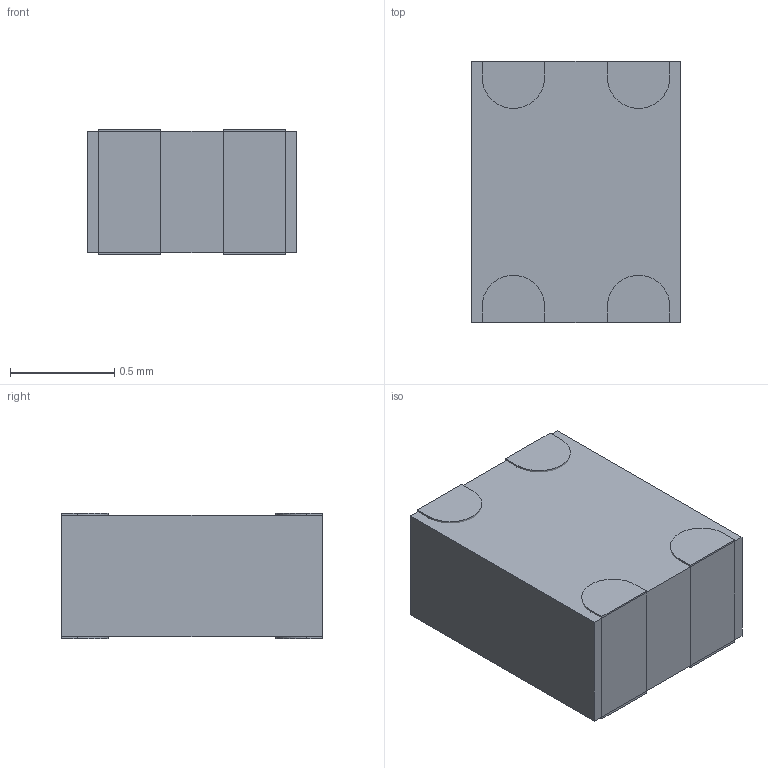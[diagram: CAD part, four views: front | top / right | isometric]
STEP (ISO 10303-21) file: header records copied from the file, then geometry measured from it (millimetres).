
FILE_DESCRIPTION(('FreeCAD Model'),'2;1');
FILE_NAME('1534890.5.1.stp','2022-10-24T22:50:30',( 'Author'),(''),'Open CASCADE STEP processor 6.9','FreeCAD','Unknown' );
FILE_SCHEMA(('AUTOMOTIVE_DESIGN { 1 0 10303 214 1 1 1 1 }'));
Length unit declared in the file: millimetre
Products named in the file (3): ASSEMBLY; Rect1; solidTerminal
Assembly tree (2 placements, depth 2):
  ASSEMBLY
    Rect1
    solidTerminal
Bounding box: 1 x 1.25 x 0.6 mm (x, y, z)
Surface area: 7.8 mm2
Topology: 5 solids, 5 shells, 30 faces, 60 edges, 40 vertices
Faces by surface type: plane 26, cylinder 4
Entity records: 1639 total; most frequent: DIRECTION 254, CARTESIAN_POINT 253, LINE 164, VECTOR 164, ORIENTED_EDGE 120, PCURVE 120, DEFINITIONAL_REPRESENTATION 120, EDGE_CURVE 60
